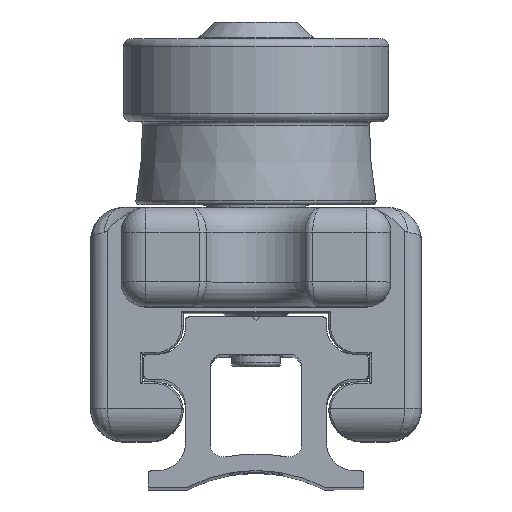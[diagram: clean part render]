
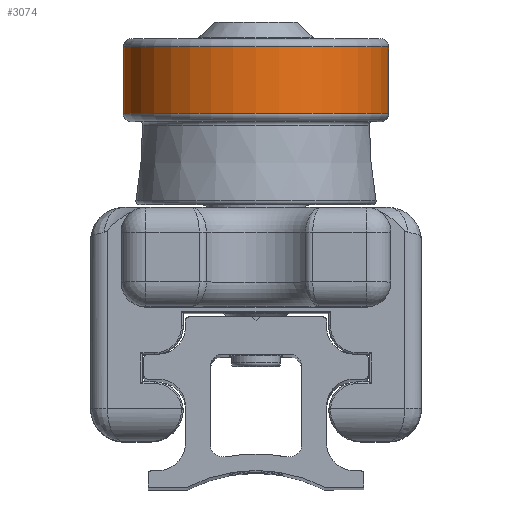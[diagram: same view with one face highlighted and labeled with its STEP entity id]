
A CAD part, top view. The second image highlights one B-rep face of the part: STEP entity #3074.
In plain terms, the highlighted cylindrical face has radius 16 mm (diameter 32 mm), a full revolution.
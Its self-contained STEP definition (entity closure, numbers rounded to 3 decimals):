
#547=CYLINDRICAL_SURFACE('',#3295,16.);
#721=FACE_BOUND('',#976,.T.);
#764=FACE_OUTER_BOUND('',#975,.T.);
#975=EDGE_LOOP('',(#2145));
#976=EDGE_LOOP('',(#2146));
#1221=CIRCLE('',#3294,16.);
#1222=CIRCLE('',#3296,16.);
#1395=VERTEX_POINT('',#4694);
#1396=VERTEX_POINT('',#4697);
#1679=EDGE_CURVE('',#1395,#1395,#1221,.T.);
#1680=EDGE_CURVE('',#1396,#1396,#1222,.T.);
#2145=ORIENTED_EDGE('',*,*,#1679,.T.);
#2146=ORIENTED_EDGE('',*,*,#1680,.F.);
#3074=ADVANCED_FACE('',(#764,#721),#547,.T.);
#3294=AXIS2_PLACEMENT_3D('',#4695,#3697,#3698);
#3295=AXIS2_PLACEMENT_3D('',#4696,#3699,#3700);
#3296=AXIS2_PLACEMENT_3D('',#4698,#3701,#3702);
#3697=DIRECTION('center_axis',(0.,-1.,0.));
#3698=DIRECTION('ref_axis',(0.,0.,
-1.));
#3699=DIRECTION('center_axis',(0.,-1.,0.));
#3700=DIRECTION('ref_axis',(0.,0.,-1.));
#3701=DIRECTION('center_axis',(0.,-1.,0.));
#3702=DIRECTION('ref_axis',(0.,0.,
-1.));
#4694=CARTESIAN_POINT('',(0.,53.2,-66.));
#4695=CARTESIAN_POINT('Origin',(0.,53.2,-50.));
#4696=CARTESIAN_POINT('Origin',(0.,49.2,-50.));
#4697=CARTESIAN_POINT('',(0.,45.2,-66.));
#4698=CARTESIAN_POINT('Origin',(0.,45.2,-50.));
